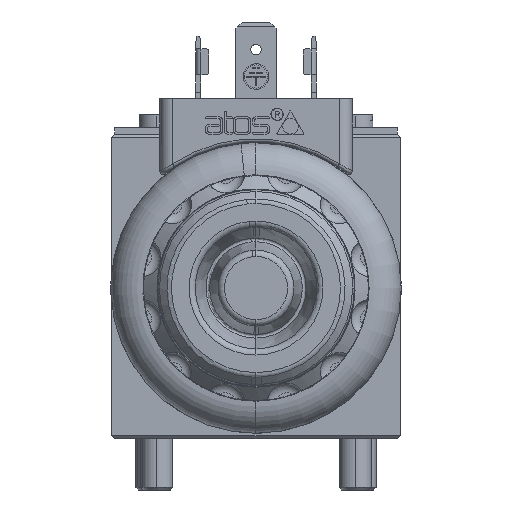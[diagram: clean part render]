
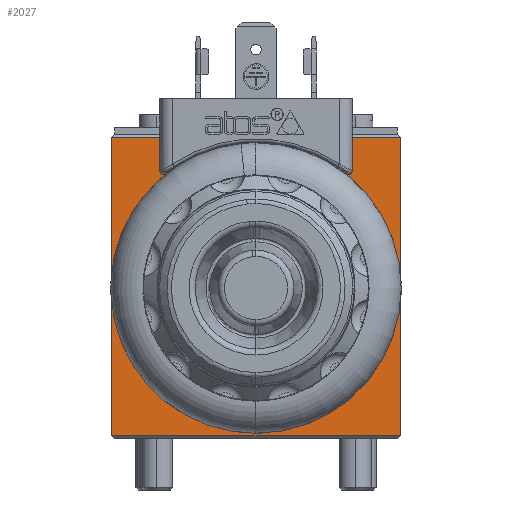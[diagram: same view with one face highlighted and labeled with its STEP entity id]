
A CAD part, left-side view. The second image highlights one B-rep face of the part: STEP entity #2027.
In plain terms, the highlighted planar face has unit normal (-1, 0, 0).
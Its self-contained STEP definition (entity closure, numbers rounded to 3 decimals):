
#2027=ADVANCED_FACE('',(#5154,#5155),#5156,.F.);
#5154=FACE_OUTER_BOUND('',#9321,.T.);
#5155=FACE_BOUND('',#9322,.T.);
#5156=PLANE('',#9323);
#9321=EDGE_LOOP('',(#20473,#20474,#20475,#20476));
#9322=EDGE_LOOP('',(#20477,#20478,#20479,#20480));
#9323=AXIS2_PLACEMENT_3D('',#20481,#20482,#20483);
#20473=ORIENTED_EDGE('',*,*,#30986,.F.);
#20474=ORIENTED_EDGE('',*,*,#31214,.T.);
#20475=ORIENTED_EDGE('',*,*,#30981,.T.);
#20476=ORIENTED_EDGE('',*,*,#30914,.T.);
#20477=ORIENTED_EDGE('',*,*,#30562,.F.);
#20478=ORIENTED_EDGE('',*,*,#30533,.F.);
#20479=ORIENTED_EDGE('',*,*,#31215,.F.);
#20480=ORIENTED_EDGE('',*,*,#31216,.F.);
#20481=CARTESIAN_POINT('',(-13.0,39.125,-0.663));
#20482=DIRECTION('',(1.0,0.0,-0.0));
#20483=DIRECTION('',(-0.0,0.0,-1.0));
#30533=EDGE_CURVE('',#37045,#37047,#37048,.T.);
#30562=EDGE_CURVE('',#37047,#37099,#37101,.T.);
#30914=EDGE_CURVE('',#37745,#37743,#37746,.T.);
#30981=EDGE_CURVE('',#37786,#37745,#37838,.T.);
#30986=EDGE_CURVE('',#37803,#37743,#37844,.T.);
#31214=EDGE_CURVE('',#37803,#37786,#38169,.T.);
#31215=EDGE_CURVE('',#38170,#37045,#38171,.T.);
#31216=EDGE_CURVE('',#37099,#38170,#38172,.T.);
#37045=VERTEX_POINT('',#53645);
#37047=VERTEX_POINT('',#53648);
#37048=CIRCLE('',#53649,10.85);
#37099=VERTEX_POINT('',#53713);
#37101=CIRCLE('',#53716,10.85);
#37743=VERTEX_POINT('',#54533);
#37745=VERTEX_POINT('',#54536);
#37746=LINE('',#54537,#54538);
#37786=VERTEX_POINT('',#54587);
#37803=VERTEX_POINT('',#54614);
#37838=LINE('',#54657,#54658);
#37844=LINE('',#54667,#54668);
#38169=LINE('',#55121,#55122);
#38170=VERTEX_POINT('',#55123);
#38171=CIRCLE('',#55124,10.85);
#38172=CIRCLE('',#55125,10.85);
#53645=CARTESIAN_POINT('',(-13.0,16.125,12.668));
#53648=CARTESIAN_POINT('',(-13.0,15.5,12.65));
#53649=AXIS2_PLACEMENT_3D('',#71651,#71652,#71653);
#53713=CARTESIAN_POINT('',(-13.0,14.999,12.662));
#53716=AXIS2_PLACEMENT_3D('',#71710,#71711,#71712);
#54533=CARTESIAN_POINT('',(-13.,38.0,0.5));
#54536=CARTESIAN_POINT('',(-13.0,38.0,47.0));
#54537=CARTESIAN_POINT('',(-13.0,38.0,47.0));
#54538=VECTOR('',#72414,1.0);
#54587=CARTESIAN_POINT('',(-13.0,-7.,47.0));
#54614=CARTESIAN_POINT('',(-13.,-7.,0.5));
#54657=CARTESIAN_POINT('',(-13.0,-7.,47.0));
#54658=VECTOR('',#72559,1.0);
#54667=CARTESIAN_POINT('',(-13.0,-7.,0.5));
#54668=VECTOR('',#72566,1.0);
#55121=CARTESIAN_POINT('',(-13.0,-7.,0.5));
#55122=VECTOR('',#72992,1.0);
#55123=CARTESIAN_POINT('',(-13.0,15.5,34.35));
#55124=AXIS2_PLACEMENT_3D('',#72993,#72994,#72995);
#55125=AXIS2_PLACEMENT_3D('',#72996,#72997,#72998);
#71651=CARTESIAN_POINT('',(-13.0,15.5,23.5));
#71652=DIRECTION('',(-1.0,0.0,0.0));
#71653=DIRECTION('',(0.0,0.,1.0));
#71710=CARTESIAN_POINT('',(-13.0,15.5,23.5));
#71711=DIRECTION('',(-1.0,0.0,0.0));
#71712=DIRECTION('',(0.0,0.0,-1.0));
#72414=DIRECTION('',(0.0,0.0,-1.0));
#72559=DIRECTION('',(0.0,1.0,0.0));
#72566=DIRECTION('',(0.0,1.0,0.));
#72992=DIRECTION('',(0.0,0.0,1.0));
#72993=CARTESIAN_POINT('',(-13.0,15.5,23.5));
#72994=DIRECTION('',(-1.0,0.0,0.0));
#72995=DIRECTION('',(0.0,0.,1.0));
#72996=CARTESIAN_POINT('',(-13.0,15.5,23.5));
#72997=DIRECTION('',(-1.0,0.0,0.0));
#72998=DIRECTION('',(0.0,0.0,-1.0));
